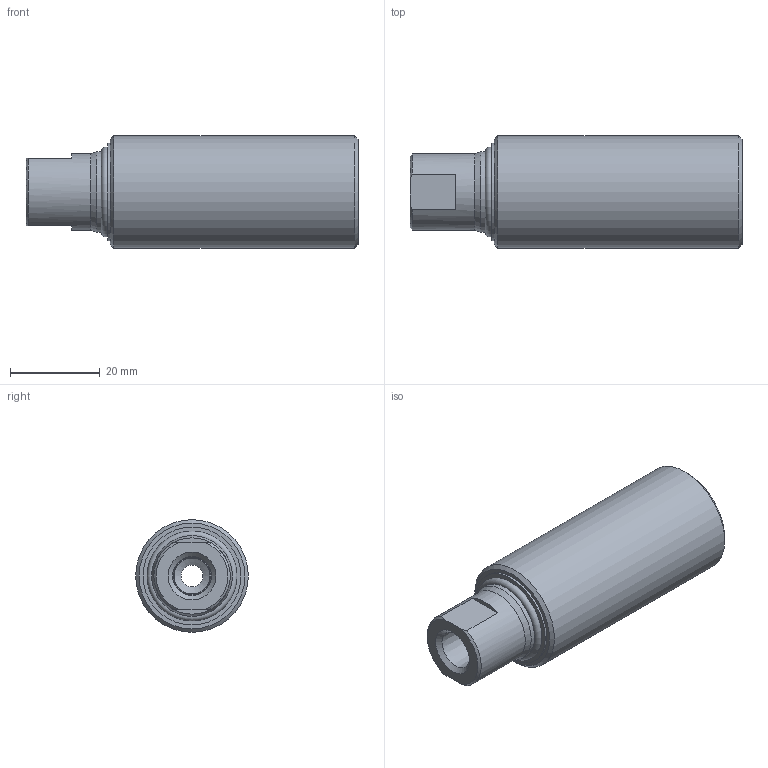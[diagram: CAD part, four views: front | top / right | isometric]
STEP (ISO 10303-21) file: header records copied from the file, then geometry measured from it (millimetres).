
FILE_DESCRIPTION(/* description */ (''),/* implementation_level */ '2;1');
FILE_NAME(/* name */ '60_70 BG2.stp',/* time_stamp */ '2016-07-22T10:12:00-05:00',/* author */ ('scottg'),/* organization */ ('FasTest,Inc.'),/* preprocessor_version */ 'ST-DEVELOPER v16.1',/* originating_system */ 'Autodesk Inventor 2016',/* authorisation */ '');
FILE_SCHEMA (('AUTOMOTIVE_DESIGN { 1 0 10303 214 3 1 1 }'));
Length unit declared in the file: inch
Products named in the file (1): 60_70 BG2
Bounding box: 73.86 x 25.04 x 25.04 mm (x, y, z)
Volume: 28164.4 mm3; surface area: 9084.4 mm2
Topology: 1 solids, 1 shells, 119 faces, 318 edges, 207 vertices
Faces by surface type: plane 66, cone 28, cylinder 23, torus 2
Full cylindrical faces by diameter (mm): 4.826 x1, 7.95 x1, 9.5 x1, 11.43 x1, 12.649 x1, 16.967 x1, 17.958 x2, 21.057 x1, 21.793 x1, 25.044 x1
Entity records: 3520 total; most frequent: CARTESIAN_POINT 660, DIRECTION 600, ORIENTED_EDGE 568, EDGE_CURVE 284, AXIS2_PLACEMENT_3D 224, VERTEX_POINT 200, EDGE_LOOP 154, LINE 152
